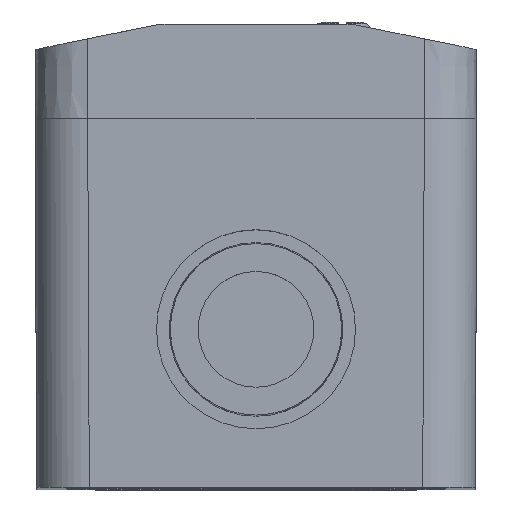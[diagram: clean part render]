
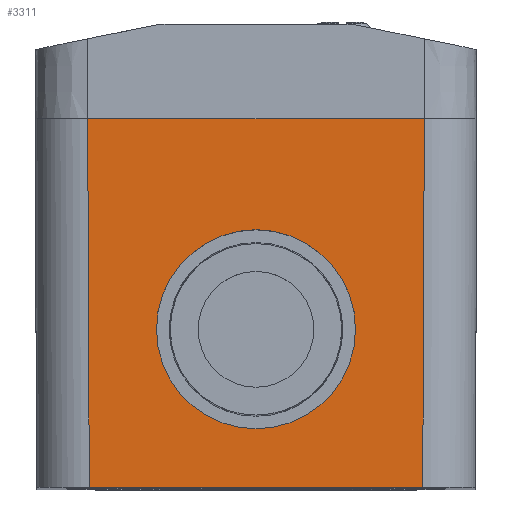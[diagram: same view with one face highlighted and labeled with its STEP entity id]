
A CAD part, top view. The second image highlights one B-rep face of the part: STEP entity #3311.
In plain terms, the highlighted planar face has unit normal (0, 0, 1).
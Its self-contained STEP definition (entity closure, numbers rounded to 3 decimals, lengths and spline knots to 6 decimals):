
#305=CARTESIAN_POINT('',(0.01585,0.,0.1616));
#307=CARTESIAN_POINT('',(0.016,0.035,0.1616));
#319=DIRECTION('',(-0.004,1.,0.));
#320=VECTOR('',#319,0.035);
#321=CARTESIAN_POINT('',(-0.01585,0.,0.1616));
#322=LINE('',#321,#320);
#323=DIRECTION('',(1.,0.,0.));
#324=VECTOR('',#323,0.032);
#325=CARTESIAN_POINT('',(-0.016,0.035,0.1616));
#326=LINE('',#325,#324);
#327=DIRECTION('',(-0.004,-1.,0.));
#328=VECTOR('',#327,0.035);
#329=CARTESIAN_POINT('',(0.016,0.035,0.1616));
#330=LINE('',#329,#328);
#331=DIRECTION('',(-1.,0.,0.));
#332=VECTOR('',#331,0.0317);
#333=CARTESIAN_POINT('',(0.01585,0.,0.1616));
#334=LINE('',#333,#332);
#335=CARTESIAN_POINT('',(0.,0.015,0.1616));
#336=DIRECTION('',(0.,0.,1.));
#337=DIRECTION('',(0.,1.,0.));
#338=AXIS2_PLACEMENT_3D('',#335,#336,#337);
#340=CARTESIAN_POINT('',(0.,0.015,0.1616));
#341=DIRECTION('',(0.,0.,1.));
#342=DIRECTION('',(0.,-1.,0.));
#343=AXIS2_PLACEMENT_3D('',#340,#341,#342);
#353=CARTESIAN_POINT('',(-0.01585,0.,0.1616));
#2438=VERTEX_POINT('',#305);
#2453=VERTEX_POINT('',#353);
#2625=VERTEX_POINT('',#307);
#2626=CARTESIAN_POINT('',(-0.016,0.035,0.1616));
#2627=VERTEX_POINT('',#2626);
#2670=CARTESIAN_POINT('',(0.,0.02446,0.1616));
#2671=CARTESIAN_POINT('',(0.,0.00554,0.1616));
#2672=VERTEX_POINT('',#2670);
#2673=VERTEX_POINT('',#2671);
#3292=CARTESIAN_POINT('',(0.,0.,0.1616));
#3293=DIRECTION('',(0.,0.,1.));
#3294=DIRECTION('',(1.,0.,0.));
#3295=AXIS2_PLACEMENT_3D('',#3292,#3293,#3294);
#3296=PLANE('',#3295);
#3298=ORIENTED_EDGE('',*,*,#3297,.T.);
#3300=ORIENTED_EDGE('',*,*,#3299,.T.);
#3301=ORIENTED_EDGE('',*,*,#3283,.T.);
#3302=ORIENTED_EDGE('',*,*,#3108,.T.);
#3303=EDGE_LOOP('',(#3298,#3300,#3301,#3302));
#3304=FACE_OUTER_BOUND('',#3303,.F.);
#3306=ORIENTED_EDGE('',*,*,#3305,.T.);
#3308=ORIENTED_EDGE('',*,*,#3307,.T.);
#3309=EDGE_LOOP('',(#3306,#3308));
#3310=FACE_BOUND('',#3309,.F.);
#3311=ADVANCED_FACE('',(#3304,#3310),#3296,.T.);
#339=CIRCLE('',#338,0.00946);
#344=CIRCLE('',#343,0.00946);
#3108=EDGE_CURVE('',#2438,#2453,#334,.T.);
#3283=EDGE_CURVE('',#2625,#2438,#330,.T.);
#3297=EDGE_CURVE('',#2453,#2627,#322,.T.);
#3299=EDGE_CURVE('',#2627,#2625,#326,.T.);
#3305=EDGE_CURVE('',#2672,#2673,#339,.T.);
#3307=EDGE_CURVE('',#2673,#2672,#344,.T.);
